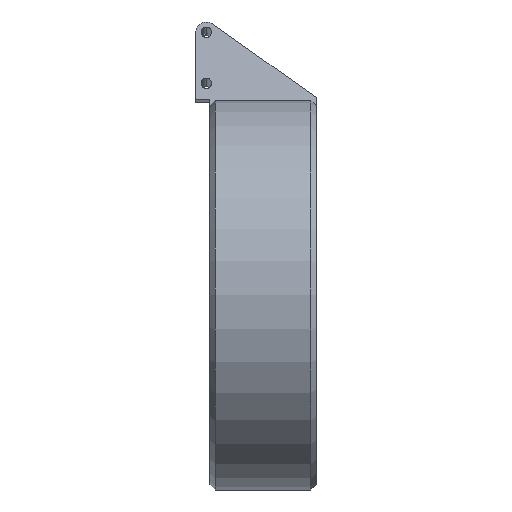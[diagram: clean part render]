
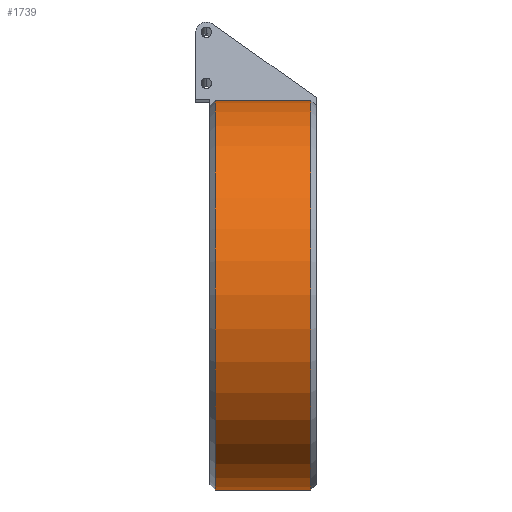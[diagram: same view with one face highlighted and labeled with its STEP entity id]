
A CAD part, left-side view. The second image highlights one B-rep face of the part: STEP entity #1739.
In plain terms, the highlighted cylindrical face has radius 55 mm (diameter 110 mm), a partial arc.
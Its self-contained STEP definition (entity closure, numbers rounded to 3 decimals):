
#147 = DIRECTION ( 'NONE',  ( 0., 0., 1. ) ) ;
#284 = VERTEX_POINT ( 'NONE', #2264 ) ;
#454 = AXIS2_PLACEMENT_3D ( 'NONE', #2768, #4289, #147 ) ;
#581 = AXIS2_PLACEMENT_3D ( 'NONE', #1098, #6235, #4279 ) ;
#661 = FACE_OUTER_BOUND ( 'NONE', #2391, .T. ) ;
#1070 = VERTEX_POINT ( 'NONE', #2442 ) ;
#1098 = CARTESIAN_POINT ( 'NONE',  ( 0., 28.5, 0. ) ) ;
#1287 = VECTOR ( 'NONE', #4947, 1000. ) ;
#1739 = ADVANCED_FACE ( 'NONE', ( #661 ), #2711, .T. ) ;
#2105 = DIRECTION ( 'NONE',  ( 0., -1., 0. ) ) ;
#2220 = EDGE_CURVE ( 'NONE', #1070, #2664, #5044, .T. ) ;
#2256 = CARTESIAN_POINT ( 'NONE',  ( 0., 1.5, 55. ) ) ;
#2264 = CARTESIAN_POINT ( 'NONE',  ( 0., 28.5, 55. ) ) ;
#2304 = ORIENTED_EDGE ( 'NONE', *, *, #3894, .T. ) ;
#2391 = EDGE_LOOP ( 'NONE', ( #3456, #2438, #3264, #2304 ) ) ;
#2438 = ORIENTED_EDGE ( 'NONE', *, *, #5914, .T. ) ;
#2442 = CARTESIAN_POINT ( 'NONE',  ( 0., 28.5, -55. ) ) ;
#2664 = VERTEX_POINT ( 'NONE', #4319 ) ;
#2706 = LINE ( 'NONE', #3216, #2982 ) ;
#2711 = CYLINDRICAL_SURFACE ( 'NONE', #6401, 55. ) ;
#2768 = CARTESIAN_POINT ( 'NONE',  ( 0., 1.5, 0. ) ) ;
#2979 = CARTESIAN_POINT ( 'NONE',  ( 0., 3., -55. ) ) ;
#2982 = VECTOR ( 'NONE', #4266, 1000. ) ;
#3216 = CARTESIAN_POINT ( 'NONE',  ( 0., 3., 55. ) ) ;
#3264 = ORIENTED_EDGE ( 'NONE', *, *, #2220, .T. ) ;
#3446 = EDGE_CURVE ( 'NONE', #284, #3932, #2706, .T. ) ;
#3456 = ORIENTED_EDGE ( 'NONE', *, *, #3446, .F. ) ;
#3681 = CIRCLE ( 'NONE', #454, 55. ) ;
#3771 = DIRECTION ( 'NONE',  ( 0., 0., -1. ) ) ;
#3894 = EDGE_CURVE ( 'NONE', #2664, #3932, #3681, .T. ) ;
#3932 = VERTEX_POINT ( 'NONE', #2256 ) ;
#4266 = DIRECTION ( 'NONE',  ( 0., -1., 0. ) ) ;
#4279 = DIRECTION ( 'NONE',  ( 0., 0., 1. ) ) ;
#4289 = DIRECTION ( 'NONE',  ( 0., 1., 0. ) ) ;
#4319 = CARTESIAN_POINT ( 'NONE',  ( 0., 1.5, -55. ) ) ;
#4569 = CIRCLE ( 'NONE', #581, 55. ) ;
#4947 = DIRECTION ( 'NONE',  ( 0., -1., 0. ) ) ;
#5044 = LINE ( 'NONE', #2979, #1287 ) ;
#5914 = EDGE_CURVE ( 'NONE', #284, #1070, #4569, .T. ) ;
#6235 = DIRECTION ( 'NONE',  ( 0., -1., 0. ) ) ;
#6326 = CARTESIAN_POINT ( 'NONE',  ( 0., 3., 0. ) ) ;
#6401 = AXIS2_PLACEMENT_3D ( 'NONE', #6326, #2105, #3771 ) ;
